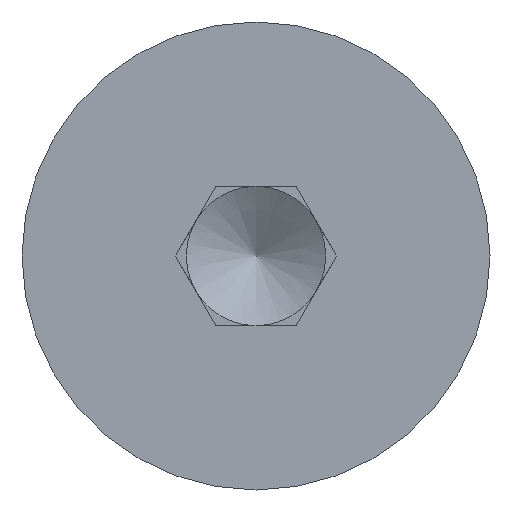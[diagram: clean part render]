
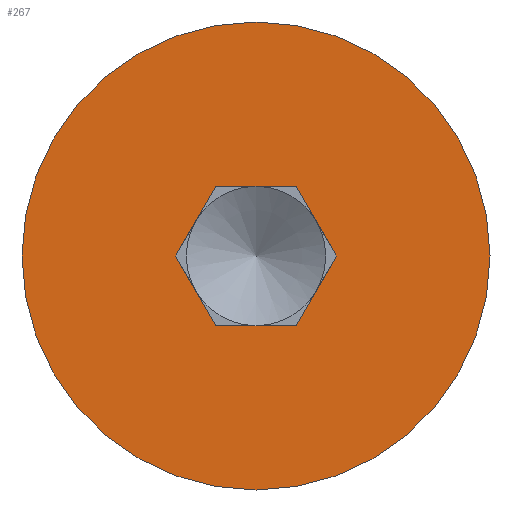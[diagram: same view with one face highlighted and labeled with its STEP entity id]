
A CAD part, left-side view. The second image highlights one B-rep face of the part: STEP entity #267.
In plain terms, the highlighted planar face has unit normal (-1, 0, 0).
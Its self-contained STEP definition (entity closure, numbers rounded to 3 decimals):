
#25=LINE('',#412,#49);
#26=LINE('',#415,#50);
#27=LINE('',#417,#51);
#28=LINE('',#419,#52);
#29=LINE('',#421,#53);
#30=LINE('',#423,#54);
#49=VECTOR('',#332,1000.);
#50=VECTOR('',#333,1000.);
#51=VECTOR('',#334,1000.);
#52=VECTOR('',#335,1000.);
#53=VECTOR('',#336,1000.);
#54=VECTOR('',#337,1000.);
#73=ORIENTED_EDGE('',*,*,#141,.F.);
#74=ORIENTED_EDGE('',*,*,#142,.T.);
#75=ORIENTED_EDGE('',*,*,#143,.T.);
#76=ORIENTED_EDGE('',*,*,#144,.T.);
#77=ORIENTED_EDGE('',*,*,#145,.T.);
#78=ORIENTED_EDGE('',*,*,#146,.T.);
#79=ORIENTED_EDGE('',*,*,#147,.T.);
#141=EDGE_CURVE('',#175,#175,#198,.T.);
#142=EDGE_CURVE('',#176,#177,#25,.T.);
#143=EDGE_CURVE('',#177,#178,#26,.T.);
#144=EDGE_CURVE('',#178,#179,#27,.T.);
#145=EDGE_CURVE('',#179,#180,#28,.T.);
#146=EDGE_CURVE('',#180,#181,#29,.T.);
#147=EDGE_CURVE('',#181,#176,#30,.T.);
#175=VERTEX_POINT('',#411);
#176=VERTEX_POINT('',#413);
#177=VERTEX_POINT('',#414);
#178=VERTEX_POINT('',#416);
#179=VERTEX_POINT('',#418);
#180=VERTEX_POINT('',#420);
#181=VERTEX_POINT('',#422);
#198=CIRCLE('',#299,3.36);
#208=EDGE_LOOP('',(#73));
#209=EDGE_LOOP('',(#74,#75,#76,#77,#78,#79));
#230=FACE_BOUND('',#208,.T.);
#231=FACE_BOUND('',#209,.T.);
#253=PLANE('',#298);
#267=ADVANCED_FACE('',(#230,#231),#253,.F.);
#298=AXIS2_PLACEMENT_3D('',#409,#328,#329);
#299=AXIS2_PLACEMENT_3D('',#410,#330,#331);
#328=DIRECTION('',(1.,0.,0.));
#329=DIRECTION('',(0.,0.,-1.));
#330=DIRECTION('',(1.,0.,0.));
#331=DIRECTION('',(0.,0.,-1.));
#332=DIRECTION('',(0.,0.5,-0.866));
#333=DIRECTION('',(0.,1.,0.));
#334=DIRECTION('',(0.,0.5,0.866));
#335=DIRECTION('',(0.,-0.5,0.866));
#336=DIRECTION('',(0.,-1.,0.));
#337=DIRECTION('',(0.,-0.5,-0.866));
#409=CARTESIAN_POINT('',(0.,0.,0.));
#410=CARTESIAN_POINT('',(0.,0.,0.));
#411=CARTESIAN_POINT('',(0.,0.,-3.36));
#412=CARTESIAN_POINT('',(0.,-1.155,0.));
#413=CARTESIAN_POINT('',(0.,-1.155,0.));
#414=CARTESIAN_POINT('',(0.,-0.577,-1.));
#415=CARTESIAN_POINT('',(0.,-0.577,-1.));
#416=CARTESIAN_POINT('',(0.,0.577,-1.));
#417=CARTESIAN_POINT('',(0.,0.577,-1.));
#418=CARTESIAN_POINT('',(0.,1.155,0.));
#419=CARTESIAN_POINT('',(0.,1.155,0.));
#420=CARTESIAN_POINT('',(0.,0.577,1.));
#421=CARTESIAN_POINT('',(0.,0.577,1.));
#422=CARTESIAN_POINT('',(0.,-0.577,1.));
#423=CARTESIAN_POINT('',(0.,-0.577,1.));
